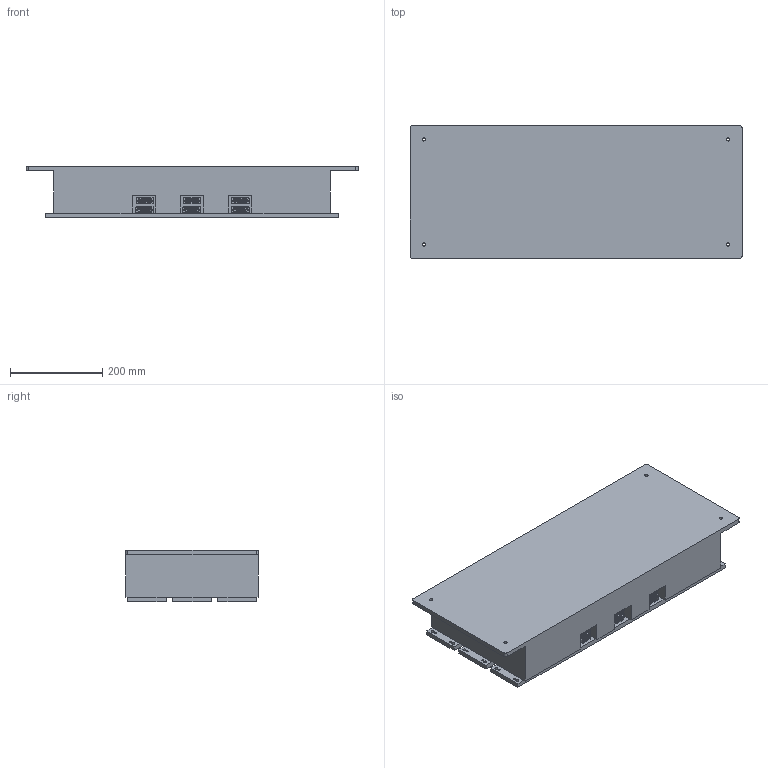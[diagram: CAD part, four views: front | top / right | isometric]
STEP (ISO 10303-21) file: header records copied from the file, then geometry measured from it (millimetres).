
FILE_DESCRIPTION(/* description */ ('Unknown'),/* implementation_level */ '2;1');
FILE_NAME(/* name */ 'AVI-600M-LP',/* time_stamp */ '2021-02-26T12:33:26+01:00',/* author */ ('Unknown'),/* organization */ ('Unknown'),/* preprocessor_version */ 'ST-DEVELOPER v16.7',/* originating_system */ 'Solid Edge',/* authorisation */ 'Unknown');
FILE_SCHEMA (('AUTOMOTIVE_DESIGN {1 0 10303 214 3 1 1}'));
Length unit declared in the file: millimetre
Products named in the file (4): AVI-600M-LP; D sub 15 S female; D sub 15 P male
Assembly tree (7 placements, depth 2):
  AVI-600M-LP
    AVI-600M-LP
    D sub 15 S female  x3
    D sub 15 P male  x3
Bounding box: 720 x 288 x 112.5 mm (x, y, z)
Volume: 19522461.1 mm3; surface area: 691423.7 mm2
Topology: 7 solids, 7 shells, 1983 faces, 4815 edges, 3080 vertices
Faces by surface type: plane 1132, cylinder 650, torus 96, bspline 60, sphere 45
Full cylindrical faces by diameter (mm): 0.991 x90, 1.016 x90, 1.524 x90, 3.048 x12, 4.134 x12, 6.5 x12, 7 x4
Entity records: 23649 total; most frequent: CARTESIAN_POINT 4653, DIRECTION 3524, ORIENTED_EDGE 3172, EDGE_CURVE 1586, AXIS2_PLACEMENT_3D 1273, VERTEX_POINT 1090, EDGE_LOOP 996, FACE_BOUND 996
